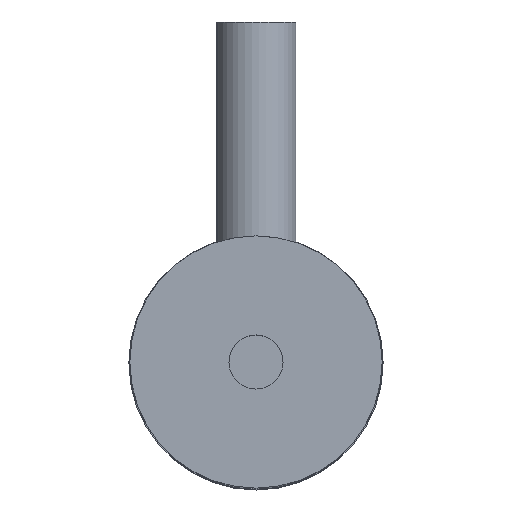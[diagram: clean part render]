
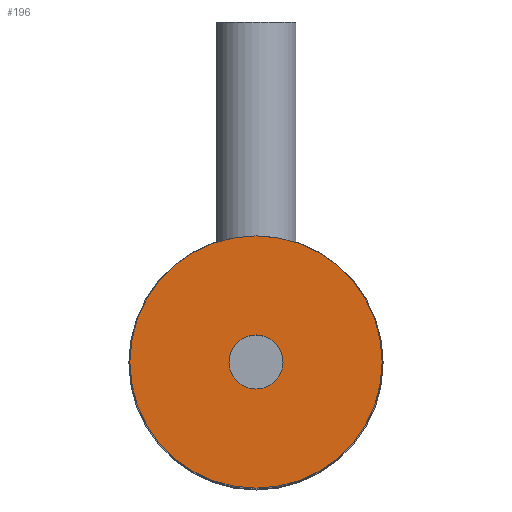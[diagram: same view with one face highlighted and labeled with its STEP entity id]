
A CAD part, top view. The second image highlights one B-rep face of the part: STEP entity #196.
In plain terms, the highlighted planar face has unit normal (0, 0, 1).
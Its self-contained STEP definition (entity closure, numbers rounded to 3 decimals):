
#1 = VERTEX_POINT ( 'NONE', #406 ) ;
#26 = EDGE_CURVE ( 'NONE', #61, #1, #345, .T. ) ;
#28 = ORIENTED_EDGE ( 'NONE', *, *, #26, .T. ) ;
#47 = EDGE_CURVE ( 'NONE', #1, #61, #659, .T. ) ;
#61 = VERTEX_POINT ( 'NONE', #578 ) ;
#65 = VERTEX_POINT ( 'NONE', #555 ) ;
#66 = VERTEX_POINT ( 'NONE', #554 ) ;
#69 = EDGE_CURVE ( 'NONE', #66, #65, #553, .T. ) ;
#113 = EDGE_LOOP ( 'NONE', ( #198, #28 ) ) ;
#116 = EDGE_LOOP ( 'NONE', ( #129, #197 ) ) ;
#129 = ORIENTED_EDGE ( 'NONE', *, *, #254, .F. ) ;
#196 = ADVANCED_FACE ( 'NONE', ( #943, #942 ), #941, .T. ) ;
#197 = ORIENTED_EDGE ( 'NONE', *, *, #69, .F. ) ;
#198 = ORIENTED_EDGE ( 'NONE', *, *, #47, .T. ) ;
#254 = EDGE_CURVE ( 'NONE', #65, #66, #1271, .T. ) ;
#341 = DIRECTION ( 'NONE',  ( 1., 0., 0. ) ) ;
#342 = DIRECTION ( 'NONE',  ( 0., 0., 1. ) ) ;
#343 = CARTESIAN_POINT ( 'NONE',  ( 6.556, 0.425, -6.859 ) ) ;
#344 = AXIS2_PLACEMENT_3D ( 'NONE', #343, #342, #341 ) ;
#345 = CIRCLE ( 'NONE', #344, 6.3 ) ;
#406 = CARTESIAN_POINT ( 'NONE',  ( 12.856, 0.425, -6.859 ) ) ;
#549 = DIRECTION ( 'NONE',  ( 1., 0., 0. ) ) ;
#550 = DIRECTION ( 'NONE',  ( 0., 0., 1. ) ) ;
#551 = CARTESIAN_POINT ( 'NONE',  ( 6.556, 0.425, -6.859 ) ) ;
#552 = AXIS2_PLACEMENT_3D ( 'NONE', #551, #550, #549 ) ;
#553 = CIRCLE ( 'NONE', #552, 1.353 ) ;
#554 = CARTESIAN_POINT ( 'NONE',  ( 5.203, 0.425, -6.859 ) ) ;
#555 = CARTESIAN_POINT ( 'NONE',  ( 7.908, 0.425, -6.859 ) ) ;
#578 = CARTESIAN_POINT ( 'NONE',  ( 0.256, 0.425, -6.859 ) ) ;
#579 = CARTESIAN_POINT ( 'NONE',  ( 6.556, 0.425, -6.859 ) ) ;
#656 = DIRECTION ( 'NONE',  ( 1., 0., 0. ) ) ;
#657 = DIRECTION ( 'NONE',  ( 0., 0., 1. ) ) ;
#658 = AXIS2_PLACEMENT_3D ( 'NONE', #579, #657, #656 ) ;
#659 = CIRCLE ( 'NONE', #658, 6.3 ) ;
#937 = DIRECTION ( 'NONE',  ( 1., 0., 0. ) ) ;
#938 = DIRECTION ( 'NONE',  ( 0., 0., 1. ) ) ;
#939 = CARTESIAN_POINT ( 'NONE',  ( 6.556, 0.425, -6.859 ) ) ;
#940 = AXIS2_PLACEMENT_3D ( 'NONE', #939, #938, #937 ) ;
#941 = PLANE ( 'NONE',  #940 ) ;
#942 = FACE_OUTER_BOUND ( 'NONE', #113, .T. ) ;
#943 = FACE_BOUND ( 'NONE', #116, .T. ) ;
#1268 = DIRECTION ( 'NONE',  ( 1., 0., 0. ) ) ;
#1269 = DIRECTION ( 'NONE',  ( 0., 0., 1. ) ) ;
#1270 = AXIS2_PLACEMENT_3D ( 'NONE', #1276, #1269, #1268 ) ;
#1271 = CIRCLE ( 'NONE', #1270, 1.353 ) ;
#1276 = CARTESIAN_POINT ( 'NONE',  ( 6.556, 0.425, -6.859 ) ) ;
